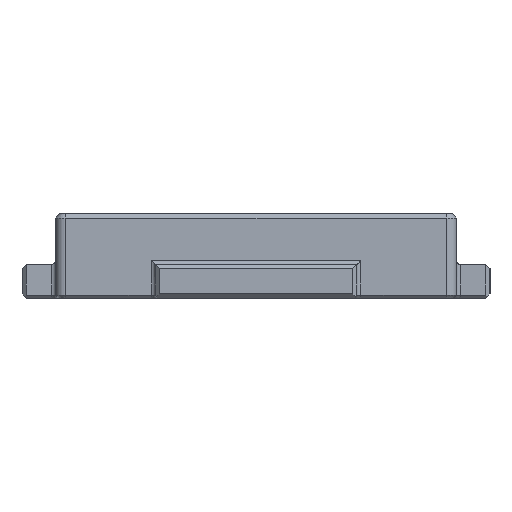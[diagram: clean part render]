
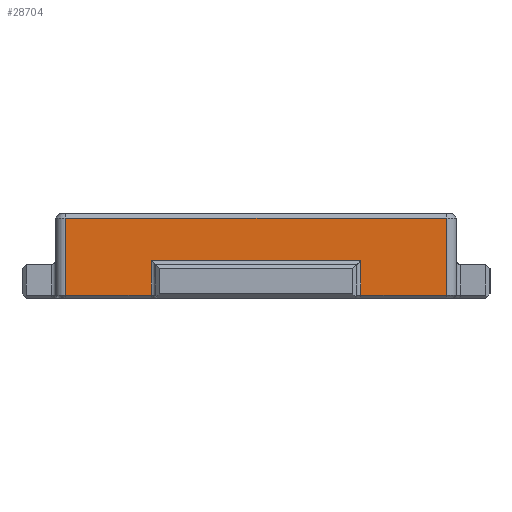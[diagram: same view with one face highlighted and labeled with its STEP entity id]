
A CAD part, left-side view. The second image highlights one B-rep face of the part: STEP entity #28704.
In plain terms, the highlighted planar face has unit normal (-1, 0, 0).
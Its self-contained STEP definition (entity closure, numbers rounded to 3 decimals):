
#3562=FACE_OUTER_BOUND('',#5277,.T.);
#5277=EDGE_LOOP('',(#21927,#21928,#21929,#21930,#21931,#21932,#21933,#21934));
#7366=LINE('',#48630,#9942);
#7381=LINE('',#48665,#9957);
#7382=LINE('',#48669,#9958);
#7383=LINE('',#48671,#9959);
#7384=LINE('',#48673,#9960);
#7385=LINE('',#48675,#9961);
#7386=LINE('',#48677,#9962);
#7387=LINE('',#48678,#9963);
#9942=VECTOR('',#34758,10.);
#9957=VECTOR('',#34793,10.);
#9958=VECTOR('',#34798,10.);
#9959=VECTOR('',#34799,10.);
#9960=VECTOR('',#34800,10.);
#9961=VECTOR('',#34801,10.);
#9962=VECTOR('',#34802,10.);
#9963=VECTOR('',#34803,10.);
#12709=VERTEX_POINT('',#48625);
#12710=VERTEX_POINT('',#48629);
#12720=VERTEX_POINT('',#48664);
#12721=VERTEX_POINT('',#48668);
#12722=VERTEX_POINT('',#48670);
#12723=VERTEX_POINT('',#48672);
#12724=VERTEX_POINT('',#48674);
#12725=VERTEX_POINT('',#48676);
#16077=EDGE_CURVE('',#12709,#12710,#7366,.T.);
#16095=EDGE_CURVE('',#12710,#12720,#7381,.T.);
#16097=EDGE_CURVE('',#12721,#12709,#7382,.T.);
#16098=EDGE_CURVE('',#12722,#12721,#7383,.T.);
#16099=EDGE_CURVE('',#12723,#12722,#7384,.T.);
#16100=EDGE_CURVE('',#12724,#12723,#7385,.T.);
#16101=EDGE_CURVE('',#12725,#12724,#7386,.T.);
#16102=EDGE_CURVE('',#12720,#12725,#7387,.T.);
#21927=ORIENTED_EDGE('',*,*,#16077,.F.);
#21928=ORIENTED_EDGE('',*,*,#16097,.F.);
#21929=ORIENTED_EDGE('',*,*,#16098,.F.);
#21930=ORIENTED_EDGE('',*,*,#16099,.F.);
#21931=ORIENTED_EDGE('',*,*,#16100,.F.);
#21932=ORIENTED_EDGE('',*,*,#16101,.F.);
#21933=ORIENTED_EDGE('',*,*,#16102,.F.);
#21934=ORIENTED_EDGE('',*,*,#16095,.F.);
#27619=PLANE('',#30654);
#28704=ADVANCED_FACE('',(#3562),#27619,.T.);
#30654=AXIS2_PLACEMENT_3D('',#48667,#34796,#34797);
#34758=DIRECTION('',(0.,1.,0.));
#34793=DIRECTION('',(0.,0.,1.));
#34796=DIRECTION('center_axis',(-1.,0.,0.));
#34797=DIRECTION('ref_axis',(0.,-1.,0.));
#34798=DIRECTION('',(0.,0.,-1.));
#34799=DIRECTION('',(0.,1.,0.));
#34800=DIRECTION('',(0.,0.,1.));
#34801=DIRECTION('',(0.,1.,0.));
#34802=DIRECTION('',(0.,0.,-1.));
#34803=DIRECTION('',(0.,-1.,0.));
#48625=CARTESIAN_POINT('',(0.,45.4,0.4));
#48629=CARTESIAN_POINT('',(0.,58.1,0.4));
#48630=CARTESIAN_POINT('',(0.,44.7,0.4));
#48664=CARTESIAN_POINT('',(0.,58.1,11.9));
#48665=CARTESIAN_POINT('',(0.,58.1,0.));
#48667=CARTESIAN_POINT('Origin',(0.,59.6,0.));
#48668=CARTESIAN_POINT('',(0.,45.4,5.6));
#48669=CARTESIAN_POINT('',(0.,45.4,0.));
#48670=CARTESIAN_POINT('',(0.,14.2,5.6));
#48671=CARTESIAN_POINT('',(0.,44.7,5.6));
#48672=CARTESIAN_POINT('',(0.,14.2,0.4));
#48673=CARTESIAN_POINT('',(0.,14.2,0.));
#48674=CARTESIAN_POINT('',(0.,1.5,0.4));
#48675=CARTESIAN_POINT('',(0.,44.7,0.4));
#48676=CARTESIAN_POINT('',(0.,1.5,11.9));
#48677=CARTESIAN_POINT('',(0.,1.5,0.));
#48678=CARTESIAN_POINT('',(0.,44.7,11.9));
